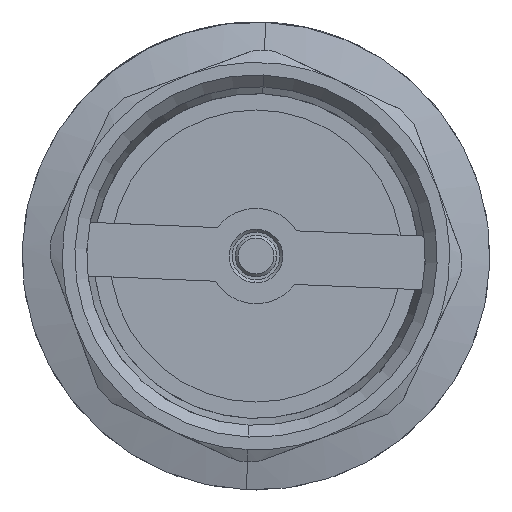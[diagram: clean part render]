
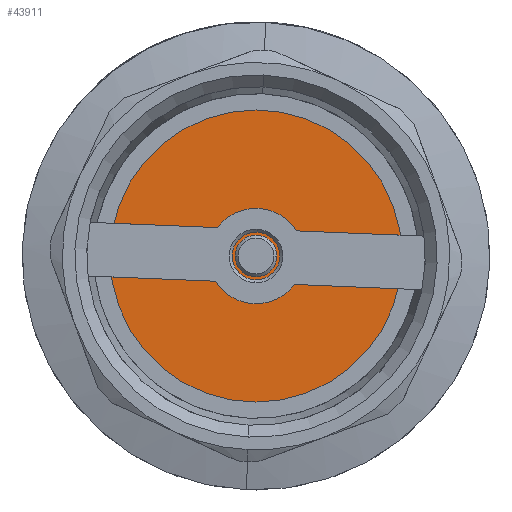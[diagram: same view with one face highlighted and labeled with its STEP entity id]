
A CAD part, front view. The second image highlights one B-rep face of the part: STEP entity #43911.
In plain terms, the highlighted planar face has unit normal (0, -1, 0).
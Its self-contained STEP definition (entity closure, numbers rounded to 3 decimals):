
#141 = AXIS2_PLACEMENT_3D ( 'NONE', #45598, #23933, #2043 ) ;
#242 = DIRECTION ( 'NONE',  ( 1., 0., 0. ) ) ;
#2043 = DIRECTION ( 'NONE',  ( 1., 0., 0. ) ) ;
#2479 = ORIENTED_EDGE ( 'NONE', *, *, #7256, .F. ) ;
#2959 = CARTESIAN_POINT ( 'NONE',  ( 24.5, 22.2, 0. ) ) ;
#4149 = EDGE_CURVE ( 'NONE', #26312, #16012, #43347, .T. ) ;
#5014 = CARTESIAN_POINT ( 'NONE',  ( 3.5, 22.2, 0. ) ) ;
#7256 = EDGE_CURVE ( 'NONE', #16012, #26312, #15457, .T. ) ;
#7421 = AXIS2_PLACEMENT_3D ( 'NONE', #43830, #22175, #242 ) ;
#9259 = CIRCLE ( 'NONE', #141, 24.5 ) ;
#9611 = AXIS2_PLACEMENT_3D ( 'NONE', #44681, #19539, #44833 ) ;
#15290 = CARTESIAN_POINT ( 'NONE',  ( 0., 22.2, 0. ) ) ;
#15457 = CIRCLE ( 'NONE', #36971, 3.5 ) ;
#15717 = EDGE_LOOP ( 'NONE', ( #16995, #33807 ) ) ;
#16012 = VERTEX_POINT ( 'NONE', #37259 ) ;
#16995 = ORIENTED_EDGE ( 'NONE', *, *, #42185, .T. ) ;
#18965 = DIRECTION ( 'NONE',  ( 1., 0., 0. ) ) ;
#19539 = DIRECTION ( 'NONE',  ( 0., -1., 0. ) ) ;
#21626 = VERTEX_POINT ( 'NONE', #2959 ) ;
#22175 = DIRECTION ( 'NONE',  ( 0., -1., 0. ) ) ;
#23071 = FACE_OUTER_BOUND ( 'NONE', #15717, .T. ) ;
#23933 = DIRECTION ( 'NONE',  ( 0., -1., 0. ) ) ;
#24178 = FACE_BOUND ( 'NONE', #40679, .T. ) ;
#26312 = VERTEX_POINT ( 'NONE', #5014 ) ;
#26698 = DIRECTION ( 'NONE',  ( 1., 0., 0. ) ) ;
#26711 = DIRECTION ( 'NONE',  ( 0., -1., 0. ) ) ;
#26867 = CARTESIAN_POINT ( 'NONE',  ( 0., 22.2, 0. ) ) ;
#31366 = ORIENTED_EDGE ( 'NONE', *, *, #4149, .F. ) ;
#33807 = ORIENTED_EDGE ( 'NONE', *, *, #46850, .T. ) ;
#36971 = AXIS2_PLACEMENT_3D ( 'NONE', #15290, #40636, #18965 ) ;
#37259 = CARTESIAN_POINT ( 'NONE',  ( -3.5, 22.2, 0. ) ) ;
#37453 = CARTESIAN_POINT ( 'NONE',  ( -24.5, 22.2, 0. ) ) ;
#40636 = DIRECTION ( 'NONE',  ( 0., -1., 0. ) ) ;
#40679 = EDGE_LOOP ( 'NONE', ( #31366, #2479 ) ) ;
#40730 = CIRCLE ( 'NONE', #7421, 24.5 ) ;
#41203 = PLANE ( 'NONE',  #9611 ) ;
#41314 = AXIS2_PLACEMENT_3D ( 'NONE', #26867, #26711, #26698 ) ;
#42185 = EDGE_CURVE ( 'NONE', #21626, #44303, #40730, .T. ) ;
#43347 = CIRCLE ( 'NONE', #41314, 3.5 ) ;
#43830 = CARTESIAN_POINT ( 'NONE',  ( 0., 22.2, 0. ) ) ;
#43911 = ADVANCED_FACE ( 'NONE', ( #23071, #24178 ), #41203, .T. ) ;
#44303 = VERTEX_POINT ( 'NONE', #37453 ) ;
#44681 = CARTESIAN_POINT ( 'NONE',  ( 24.5, 22.2, 0. ) ) ;
#44833 = DIRECTION ( 'NONE',  ( 1., 0., 0. ) ) ;
#45598 = CARTESIAN_POINT ( 'NONE',  ( 0., 22.2, 0. ) ) ;
#46850 = EDGE_CURVE ( 'NONE', #44303, #21626, #9259, .T. ) ;
